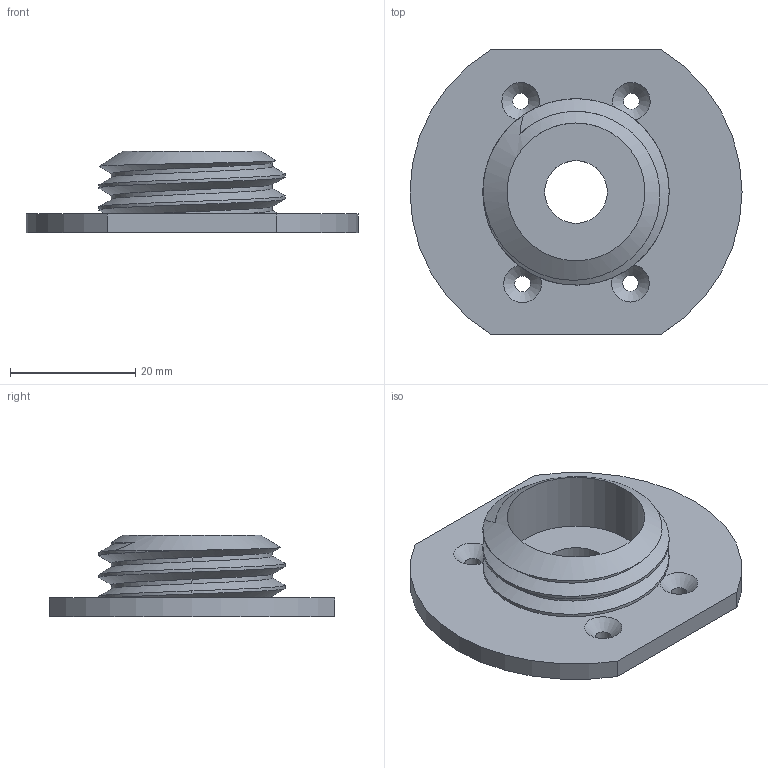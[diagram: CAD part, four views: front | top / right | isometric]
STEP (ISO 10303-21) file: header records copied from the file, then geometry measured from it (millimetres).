
FILE_DESCRIPTION(/* description */ (''),/* implementation_level */ '2;1');
FILE_NAME(/* name */ 'Fixing.step',/* time_stamp */ '2025-05-04T21:33:33+01:00',/* author */ (''),/* organization */ (''),/* preprocessor_version */ 'ST-DEVELOPER v20.1',/* originating_system */ 'Autodesk Translation Framework v14.4.0.0',/* authorisation */ '');
FILE_SCHEMA (('AUTOMOTIVE_DESIGN { 1 0 10303 214 3 1 1 }'));
Length unit declared in the file: millimetre
Products named in the file (1): Fixing
Bounding box: 53 x 45.6 x 13 mm (x, y, z)
Volume: 7988.6 mm3; surface area: 6514 mm2
Topology: 1 solids, 1 shells, 28 faces, 73 edges, 46 vertices
Faces by surface type: cylinder 14, plane 7, cone 5, bspline 2
Full cylindrical faces by diameter (mm): 2.529 x4, 10 x1, 22 x1, 25.732 x1, 29.735 x1
Entity records: 1988 total; most frequent: CARTESIAN_POINT 1263, ORIENTED_EDGE 146, DIRECTION 139, EDGE_CURVE 73, AXIS2_PLACEMENT_3D 58, VERTEX_POINT 46, EDGE_LOOP 37, CIRCLE 31
